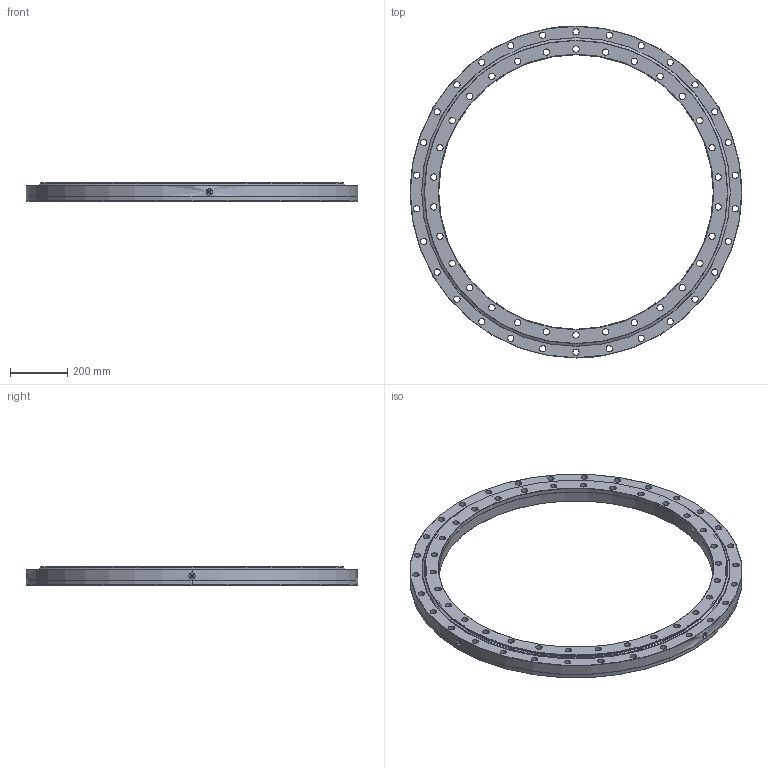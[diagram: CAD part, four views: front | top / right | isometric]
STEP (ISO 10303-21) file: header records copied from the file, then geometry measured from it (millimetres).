
FILE_DESCRIPTION (( 'STEP AP214' ), '1' );
FILE_NAME ('SD.1155.25.00.B.STEP', '2018-10-25T06:18:31', ( '' ), ( '' ), 'SwSTEP 2.0', 'SolidWorks 2016', '' );
FILE_SCHEMA (( 'AUTOMOTIVE_DESIGN' ));
Length unit declared in the file: millimetre
Products named in the file (7): A.1155.B25B.A1N.1 - IR Seal; Grease nipple M10x1mm; A.1155.B25B.A1N.1 - OR Seal; A.1155.B25B.A1N.1 - OR; Ball D25; A.1155.B25B.A1N.1 - IR; SD.1155.25.00.B
Assembly tree (121 placements, depth 2):
  SD.1155.25.00.B
    A.1155.B25B.A1N.1 - IR
    A.1155.B25B.A1N.1 - OR
    Ball D25  x113
    A.1155.B25B.A1N.1 - IR Seal
    A.1155.B25B.A1N.1 - OR Seal
    Grease nipple M10x1mm  x4
Bounding box: 1155 x 1155 x 63 mm (x, y, z)
Volume: 15725372.8 mm3; surface area: 2186298.8 mm2
Topology: 121 solids, 121 shells, 614 faces, 1739 edges, 1155 vertices
Faces by surface type: sphere 226, cylinder 188, cone 96, plane 60, torus 44
Entity records: 10990 total; most frequent: CARTESIAN_POINT 2342, DIRECTION 1938, ORIENTED_EDGE 1468, AXIS2_PLACEMENT_3D 856, EDGE_CURVE 734, VERTEX_POINT 466, CIRCLE 444, EDGE_LOOP 434
